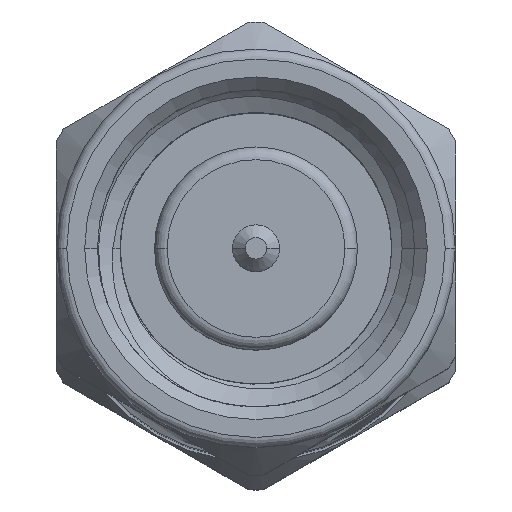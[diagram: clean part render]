
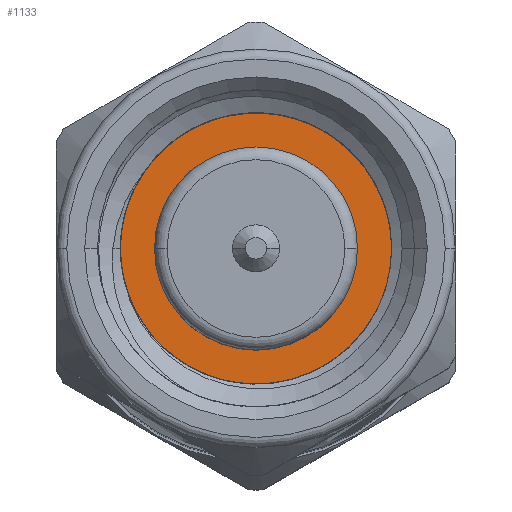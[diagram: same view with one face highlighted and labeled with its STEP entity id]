
A CAD part, top view. The second image highlights one B-rep face of the part: STEP entity #1133.
In plain terms, the highlighted face is planar.
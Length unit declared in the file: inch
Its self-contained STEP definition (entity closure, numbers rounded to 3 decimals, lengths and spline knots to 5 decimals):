
#185 = CARTESIAN_POINT ( 'NONE',  ( 0.2, -0.02798, -0.10946 ) ) ;
#226 = DIRECTION ( 'NONE',  ( 0., 0., 1. ) ) ;
#264 = CARTESIAN_POINT ( 'NONE',  ( 0.2, -0.09881, -0.06507 ) ) ;
#301 = CARTESIAN_POINT ( 'NONE',  ( 0.2, 0., 0.12139 ) ) ;
#311 = CARTESIAN_POINT ( 'NONE',  ( 0.2, -0.12037, -0.01903 ) ) ;
#350 = EDGE_CURVE ( 'NONE', #3011, #4172, #662, .T. ) ;
#369 = CARTESIAN_POINT ( 'NONE',  ( 0.2, 0., 0. ) ) ;
#394 = DIRECTION ( 'NONE',  ( -1., 0., 0. ) ) ;
#399 = CARTESIAN_POINT ( 'NONE',  ( 0.2, 0.10203, -0.03209 ) ) ;
#426 = CIRCLE ( 'NONE', #4376, 0.08 ) ;
#531 = ORIENTED_EDGE ( 'NONE', *, *, #3836, .F. ) ;
#548 = CARTESIAN_POINT ( 'NONE',  ( 0.2, -0.06014, -0.09794 ) ) ;
#588 = DIRECTION ( 'NONE',  ( -1., 0., 0. ) ) ;
#615 = DIRECTION ( 'NONE',  ( -1., 0., 0. ) ) ;
#620 = CARTESIAN_POINT ( 'NONE',  ( 0.2, -0.11338, -0.04056 ) ) ;
#643 = CARTESIAN_POINT ( 'NONE',  ( 0.2, 0.01779, 0.11934 ) ) ;
#660 = CARTESIAN_POINT ( 'NONE',  ( 0.2, 0.10786, 0.02964 ) ) ;
#662 = B_SPLINE_CURVE_WITH_KNOTS ( 'NONE', 3,
 ( #1581, #4396, #4368, #4066, #3741, #185, #2289, #2655, #548, #3108, #961, #3798, #1008, #2419, #264, #4103, #620, #311, #4445, #2727, #1686, #2748 ),
 .UNSPECIFIED., .F., .F.,
 ( 4, 2, 2, 2, 2, 2, 2, 2, 2, 2, 4 ),
 ( 0., 0.00086, 0.00173, 0.00259, 0.00302, 0.00345, 0.00388, 0.00431, 0.00518, 0.00604, 0.0069 ),
 .UNSPECIFIED. ) ;
#757 = CARTESIAN_POINT ( 'NONE',  ( 0.2, -0.11924, 0.0375 ) ) ;
#769 = EDGE_LOOP ( 'NONE', ( #4245, #531 ) ) ;
#783 = DIRECTION ( 'NONE',  ( 0., 0., 1. ) ) ;
#798 = CARTESIAN_POINT ( 'NONE',  ( 0.2, 0.10203, -0.03209 ) ) ;
#833 = EDGE_CURVE ( 'NONE', #4172, #2315, #3700, .T. ) ;
#961 = CARTESIAN_POINT ( 'NONE',  ( 0.2, -0.07458, -0.08898 ) ) ;
#966 = CARTESIAN_POINT ( 'NONE',  ( 0.2, 0.00901, 0.12088 ) ) ;
#998 = DIRECTION ( 'NONE',  ( 0., 0., 1. ) ) ;
#1008 = CARTESIAN_POINT ( 'NONE',  ( 0.2, -0.08761, -0.07791 ) ) ;
#1017 = CARTESIAN_POINT ( 'NONE',  ( 0.2, 0.0588, 0.10199 ) ) ;
#1133 = ADVANCED_FACE ( 'NONE', ( #2360, #2955 ), #1299, .T. ) ;
#1225 = CARTESIAN_POINT ( 'NONE',  ( 0.2, 0.06137, -0.08874 ) ) ;
#1241 = VERTEX_POINT ( 'NONE', #1280 ) ;
#1278 = EDGE_CURVE ( 'NONE', #1241, #3771, #2458, .T. ) ;
#1280 = CARTESIAN_POINT ( 'NONE',  ( 0.2, 0., 0.12139 ) ) ;
#1299 = PLANE ( 'NONE',  #1393 ) ;
#1335 = CARTESIAN_POINT ( 'NONE',  ( 0.2, 0.10535, -0.02369 ) ) ;
#1365 = CARTESIAN_POINT ( 'NONE',  ( 0.2, 0.10761, -0.01488 ) ) ;
#1388 = EDGE_CURVE ( 'NONE', #1463, #3292, #426, .T. ) ;
#1393 = AXIS2_PLACEMENT_3D ( 'NONE', #1930, #588, #226 ) ;
#1402 = LINE ( 'NONE', #369, #3273 ) ;
#1463 = VERTEX_POINT ( 'NONE', #1482 ) ;
#1482 = CARTESIAN_POINT ( 'NONE',  ( 0.2, 0., -0.08 ) ) ;
#1525 = CARTESIAN_POINT ( 'NONE',  ( 0.2, 0.09779, -0.04558 ) ) ;
#1569 = CARTESIAN_POINT ( 'NONE',  ( 0.2, 0.09084, -0.05819 ) ) ;
#1581 = CARTESIAN_POINT ( 'NONE',  ( 0.2, 0.04878, -0.09519 ) ) ;
#1686 = CARTESIAN_POINT ( 'NONE',  ( 0.2, -0.12201, 0.02637 ) ) ;
#1706 = CARTESIAN_POINT ( 'NONE',  ( 0.2, 0., 0.125 ) ) ;
#1711 = CARTESIAN_POINT ( 'NONE',  ( 0.2, 0.10203, -0.03209 ) ) ;
#1725 = CARTESIAN_POINT ( 'NONE',  ( 0.2, 0., 0. ) ) ;
#1756 = DIRECTION ( 'NONE',  ( 0., 0., 1. ) ) ;
#1865 = ORIENTED_EDGE ( 'NONE', *, *, #1278, .T. ) ;
#1930 = CARTESIAN_POINT ( 'NONE',  ( 0.2, 0., 0. ) ) ;
#2052 = CARTESIAN_POINT ( 'NONE',  ( 0.2, 0.1099, 0.00286 ) ) ;
#2289 = CARTESIAN_POINT ( 'NONE',  ( 0.2, -0.0391, -0.10683 ) ) ;
#2315 = VERTEX_POINT ( 'NONE', #1706 ) ;
#2349 = CIRCLE ( 'NONE', #2779, 0.08 ) ;
#2360 = FACE_OUTER_BOUND ( 'NONE', #4157, .T. ) ;
#2419 = CARTESIAN_POINT ( 'NONE',  ( 0.2, -0.09531, -0.06952 ) ) ;
#2440 = CARTESIAN_POINT ( 'NONE',  ( 0.2, 0.06604, 0.09673 ) ) ;
#2458 = B_SPLINE_CURVE_WITH_KNOTS ( 'NONE', 3,
 ( #301, #966, #643, #4464, #4162, #1017, #2440, #3813, #3463, #3788, #2797, #3080, #660, #2809, #2052, #1365, #1335, #1711 ),
 .UNSPECIFIED., .F., .F.,
 ( 4, 2, 2, 2, 2, 2, 2, 2, 4 ),
 ( 0., 0.00068, 0.00136, 0.00203, 0.00271, 0.00339, 0.00407, 0.00475, 0.00542 ),
 .UNSPECIFIED. ) ;
#2655 = CARTESIAN_POINT ( 'NONE',  ( 0.2, -0.05496, -0.10048 ) ) ;
#2727 = CARTESIAN_POINT ( 'NONE',  ( 0.2, -0.12318, 0.01501 ) ) ;
#2748 = CARTESIAN_POINT ( 'NONE',  ( 0.2, -0.11924, 0.0375 ) ) ;
#2779 = AXIS2_PLACEMENT_3D ( 'NONE', #3480, #394, #1756 ) ;
#2797 = CARTESIAN_POINT ( 'NONE',  ( 0.2, 0.09942, 0.05498 ) ) ;
#2809 = CARTESIAN_POINT ( 'NONE',  ( 0.2, 0.10996, 0.01177 ) ) ;
#2916 = CARTESIAN_POINT ( 'NONE',  ( 0.2, 0., 0. ) ) ;
#2921 = CARTESIAN_POINT ( 'NONE',  ( 0.2, 0.07264, -0.07977 ) ) ;
#2926 = AXIS2_PLACEMENT_3D ( 'NONE', #1725, #615, #998 ) ;
#2950 = EDGE_CURVE ( 'NONE', #3771, #3011, #4108, .T. ) ;
#2955 = FACE_BOUND ( 'NONE', #769, .T. ) ;
#3001 = ORIENTED_EDGE ( 'NONE', *, *, #3895, .F. ) ;
#3011 = VERTEX_POINT ( 'NONE', #4346 ) ;
#3080 = CARTESIAN_POINT ( 'NONE',  ( 0.2, 0.10572, 0.03836 ) ) ;
#3108 = CARTESIAN_POINT ( 'NONE',  ( 0.2, -0.06993, -0.0922 ) ) ;
#3231 = CARTESIAN_POINT ( 'NONE',  ( 0.2, 0., 0.08 ) ) ;
#3273 = VECTOR ( 'NONE', #4232, 39.37008 ) ;
#3292 = VERTEX_POINT ( 'NONE', #3231 ) ;
#3294 = ORIENTED_EDGE ( 'NONE', *, *, #350, .T. ) ;
#3463 = CARTESIAN_POINT ( 'NONE',  ( 0.2, 0.08511, 0.07778 ) ) ;
#3480 = CARTESIAN_POINT ( 'NONE',  ( 0.2, 0., 0. ) ) ;
#3606 = DIRECTION ( 'NONE',  ( -1., 0., 0. ) ) ;
#3700 = CIRCLE ( 'NONE', #2926, 0.125 ) ;
#3741 = CARTESIAN_POINT ( 'NONE',  ( 0.2, -0.0052, -0.11134 ) ) ;
#3771 = VERTEX_POINT ( 'NONE', #399 ) ;
#3788 = CARTESIAN_POINT ( 'NONE',  ( 0.2, 0.09516, 0.06304 ) ) ;
#3798 = CARTESIAN_POINT ( 'NONE',  ( 0.2, -0.0834, -0.08186 ) ) ;
#3813 = CARTESIAN_POINT ( 'NONE',  ( 0.2, 0.0793, 0.08453 ) ) ;
#3836 = EDGE_CURVE ( 'NONE', #3292, #1463, #2349, .T. ) ;
#3895 = EDGE_CURVE ( 'NONE', #1241, #2315, #1402, .T. ) ;
#3942 = ORIENTED_EDGE ( 'NONE', *, *, #2950, .T. ) ;
#4017 = CARTESIAN_POINT ( 'NONE',  ( 0.2, 0.04878, -0.09519 ) ) ;
#4066 = CARTESIAN_POINT ( 'NONE',  ( 0.2, 0.00617, -0.11062 ) ) ;
#4103 = CARTESIAN_POINT ( 'NONE',  ( 0.2, -0.10831, -0.05099 ) ) ;
#4108 = B_SPLINE_CURVE_WITH_KNOTS ( 'NONE', 3,
 ( #798, #1525, #1569, #2921, #1225, #4017 ),
 .UNSPECIFIED., .F., .F.,
 ( 4, 2, 4 ),
 ( 0., 0.00108, 0.00215 ),
 .UNSPECIFIED. ) ;
#4157 = EDGE_LOOP ( 'NONE', ( #3001, #1865, #3942, #3294, #4435 ) ) ;
#4162 = CARTESIAN_POINT ( 'NONE',  ( 0.2, 0.04329, 0.11077 ) ) ;
#4172 = VERTEX_POINT ( 'NONE', #757 ) ;
#4232 = DIRECTION ( 'NONE',  ( 0., 0., 1. ) ) ;
#4245 = ORIENTED_EDGE ( 'NONE', *, *, #1388, .F. ) ;
#4346 = CARTESIAN_POINT ( 'NONE',  ( 0.2, 0.04878, -0.09519 ) ) ;
#4368 = CARTESIAN_POINT ( 'NONE',  ( 0.2, 0.02849, -0.10545 ) ) ;
#4376 = AXIS2_PLACEMENT_3D ( 'NONE', #2916, #3606, #783 ) ;
#4396 = CARTESIAN_POINT ( 'NONE',  ( 0.2, 0.03898, -0.10117 ) ) ;
#4435 = ORIENTED_EDGE ( 'NONE', *, *, #833, .T. ) ;
#4445 = CARTESIAN_POINT ( 'NONE',  ( 0.2, -0.12238, -0.00762 ) ) ;
#4464 = CARTESIAN_POINT ( 'NONE',  ( 0.2, 0.0349, 0.11432 ) ) ;
